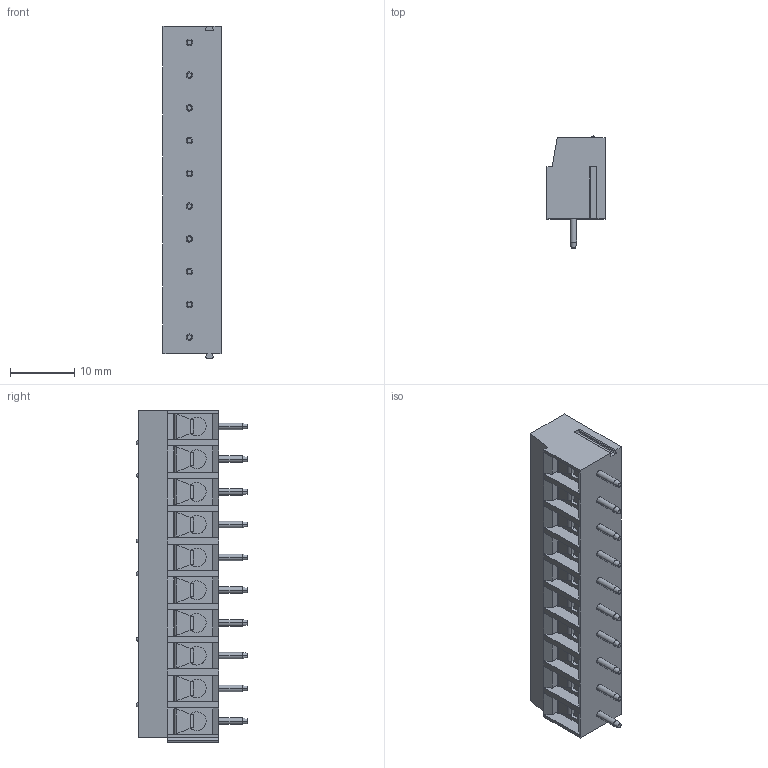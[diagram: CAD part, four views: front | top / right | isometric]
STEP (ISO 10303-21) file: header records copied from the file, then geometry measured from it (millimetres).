
FILE_DESCRIPTION((''),'2;1');
FILE_NAME('TL300R','2024-12-10T',('yanfa'),(''),'PRO/ENGINEER BY PARAMETRIC TECHNOLOGY CORPORATION, 2009280','PRO/ENGINEER BY PARAMETRIC TECHNOLOGY CORPORATION, 2009280','');
FILE_SCHEMA(('AUTOMOTIVE_DESIGN_CC2 { 1 2 10303 214 -1 1 5 2 }'));
Length unit declared in the file: millimetre
Products named in the file (1): TL300R
Bounding box: 9 x 17.3 x 51.49 mm (x, y, z)
Volume: 4626.3 mm3; surface area: 3778.4 mm2
Topology: 1 solids, 1 shells, 594 faces, 1536 edges, 978 vertices
Faces by surface type: plane 316, cylinder 186, cone 60, torus 20, sphere 12
Entity records: 18242 total; most frequent: CARTESIAN_POINT 3686, ORIENTED_EDGE 3048, DIRECTION 2998, EDGE_CURVE 1524, AXIS2_PLACEMENT_3D 1050, VERTEX_POINT 978, VECTOR 898, LINE 898
